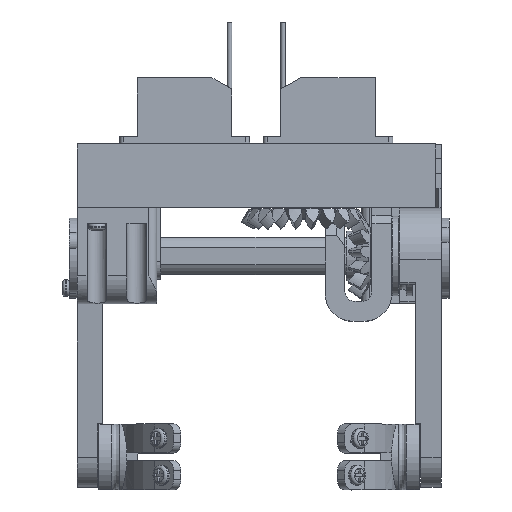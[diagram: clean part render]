
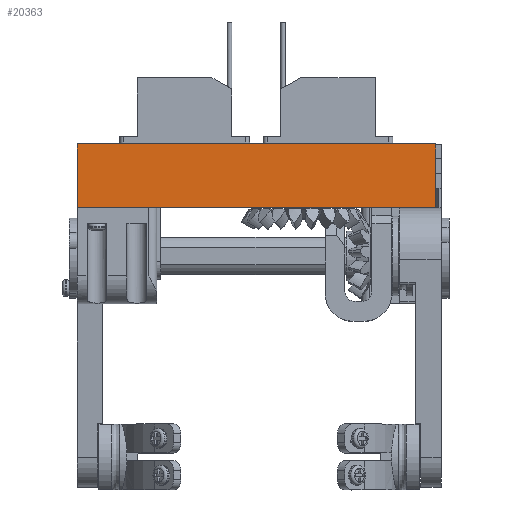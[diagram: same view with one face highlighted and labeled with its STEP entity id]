
A CAD part, top view. The second image highlights one B-rep face of the part: STEP entity #20363.
In plain terms, the highlighted planar face has unit normal (0, 0, 1).
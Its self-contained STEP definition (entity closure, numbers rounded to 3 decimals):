
#1782=PLANE('',#22019);
#2702=FACE_OUTER_BOUND('',#3836,.T.);
#3836=EDGE_LOOP('',(#17585,#17586,#17587,#17588));
#5242=LINE('',#44376,#6940);
#5474=LINE('',#44839,#7172);
#5477=LINE('',#44845,#7175);
#5478=LINE('',#44847,#7176);
#6940=VECTOR('',#25664,10.);
#7172=VECTOR('',#26120,10.);
#7175=VECTOR('',#26125,10.);
#7176=VECTOR('',#26128,10.);
#9696=VERTEX_POINT('',#44373);
#9697=VERTEX_POINT('',#44375);
#9816=VERTEX_POINT('',#44837);
#9818=VERTEX_POINT('',#44843);
#12310=EDGE_CURVE('',#9696,#9697,#5242,.T.);
#12542=EDGE_CURVE('',#9816,#9696,#5474,.T.);
#12545=EDGE_CURVE('',#9816,#9818,#5477,.T.);
#12546=EDGE_CURVE('',#9697,#9818,#5478,.T.);
#17585=ORIENTED_EDGE('',*,*,#12542,.F.);
#17586=ORIENTED_EDGE('',*,*,#12545,.T.);
#17587=ORIENTED_EDGE('',*,*,#12546,.F.);
#17588=ORIENTED_EDGE('',*,*,#12310,.F.);
#20363=ADVANCED_FACE('',(#2702),#1782,.T.);
#22019=AXIS2_PLACEMENT_3D('',#44846,#26126,#26127);
#25664=DIRECTION('',(0.,1.,0.));
#26120=DIRECTION('',(-1.,0.,0.));
#26125=DIRECTION('',(0.,1.,0.));
#26126=DIRECTION('center_axis',(0.,0.,1.));
#26127=DIRECTION('ref_axis',(1.,0.,0.));
#26128=DIRECTION('',(1.,0.,0.));
#44373=CARTESIAN_POINT('',(-10.5,0.,7.));
#44375=CARTESIAN_POINT('',(-10.5,90.,7.));
#44376=CARTESIAN_POINT('',(-10.5,0.,7.));
#44837=CARTESIAN_POINT('',(5.5,0.,7.));
#44839=CARTESIAN_POINT('',(5.5,0.,7.));
#44843=CARTESIAN_POINT('',(5.5,90.,7.));
#44845=CARTESIAN_POINT('',(5.5,0.,7.));
#44846=CARTESIAN_POINT('Origin',(-10.5,0.,7.));
#44847=CARTESIAN_POINT('',(5.5,90.,7.));
